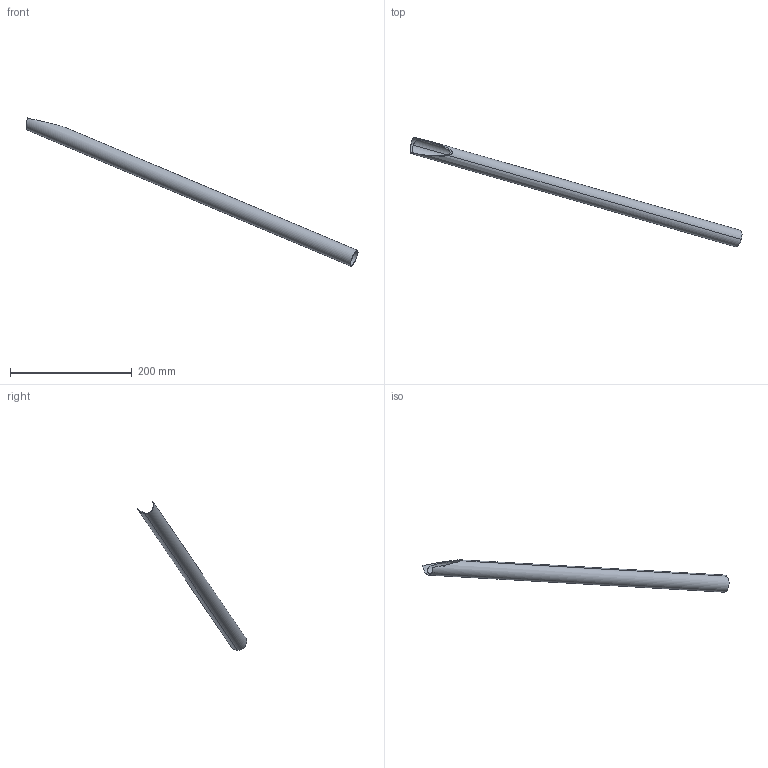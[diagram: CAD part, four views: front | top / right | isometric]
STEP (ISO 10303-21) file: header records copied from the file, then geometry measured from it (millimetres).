
FILE_DESCRIPTION(('CATIA V5 STEP Exchange'),'2;1');
FILE_NAME('Tube 35.stp','2023-02-21T14:06:01+00:00',('none'),('none'),'CATIA Version 5 Release 19 SP 2 (IN-10)','CATIA V5 STEP AP203','none');
FILE_SCHEMA(('CONFIG_CONTROL_DESIGN'));
Length unit declared in the file: millimetre
Products named in the file (1): Shape_568
Bounding box: 544.71 x 179.61 x 243.51 mm (x, y, z)
Volume: 71808.9 mm3; surface area: 96548.2 mm2
Topology: 1 solids, 1 shells, 8 faces, 23 edges, 19 vertices
Faces by surface type: cylinder 4, plane 2, bspline 2
Entity records: 651 total; most frequent: CARTESIAN_POINT 423, ORIENTED_EDGE 42, DIRECTION 23, EDGE_CURVE 21, VERTEX_POINT 14, AXIS2_PLACEMENT_3D 12, B_SPLINE_CURVE_WITH_KNOTS 10, EDGE_LOOP 9
